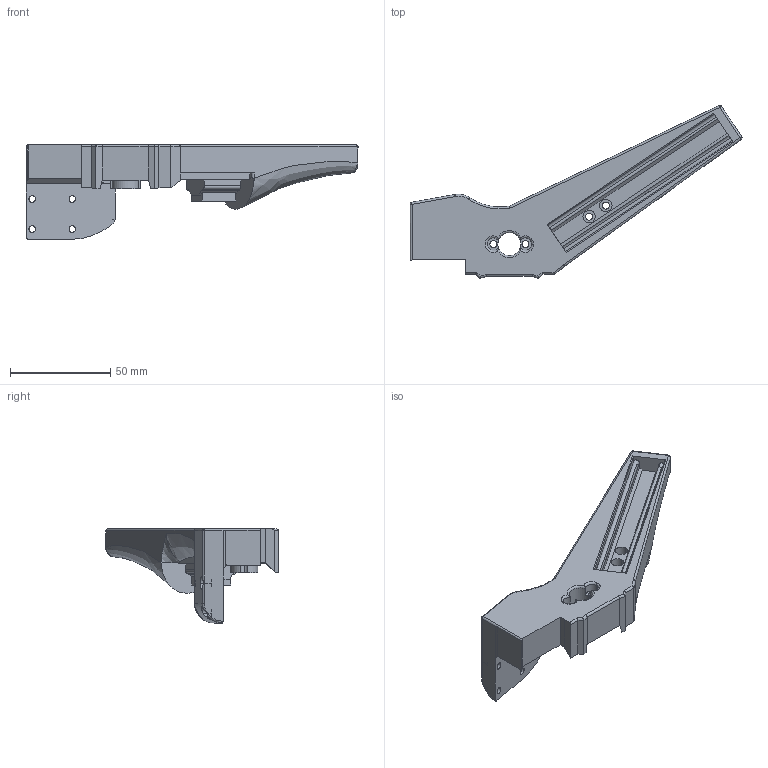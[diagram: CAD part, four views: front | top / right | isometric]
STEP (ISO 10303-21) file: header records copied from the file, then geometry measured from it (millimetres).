
FILE_DESCRIPTION (( 'STEP AP214' ), '1' );
FILE_NAME ('Z_bracket_upgrade_base.STEP', '2025-11-18T20:18:10', ( '' ), ( '' ), 'SwSTEP 2.0', 'SolidWorks 2024', '' );
FILE_SCHEMA (( 'AUTOMOTIVE_DESIGN' ));
Length unit declared in the file: millimetre
Products named in the file (1): Z_bracket_upgrade_base
Bounding box: 165.75 x 86.29 x 47 mm (x, y, z)
Volume: 95119.9 mm3; surface area: 25971.3 mm2
Topology: 1 solids, 1 shells, 183 faces, 496 edges, 315 vertices
Faces by surface type: plane 92, cylinder 69, bspline 9, torus 8, sphere 5
Entity records: 7137 total; most frequent: CARTESIAN_POINT 2596, ORIENTED_EDGE 988, DIRECTION 891, EDGE_CURVE 494, VERTEX_POINT 314, AXIS2_PLACEMENT_3D 298, LINE 295, VECTOR 295
